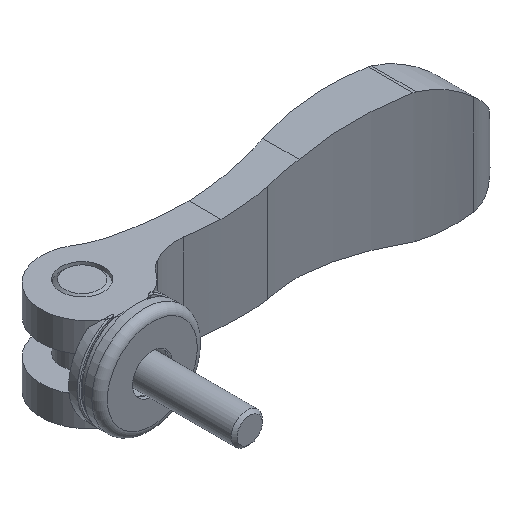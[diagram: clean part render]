
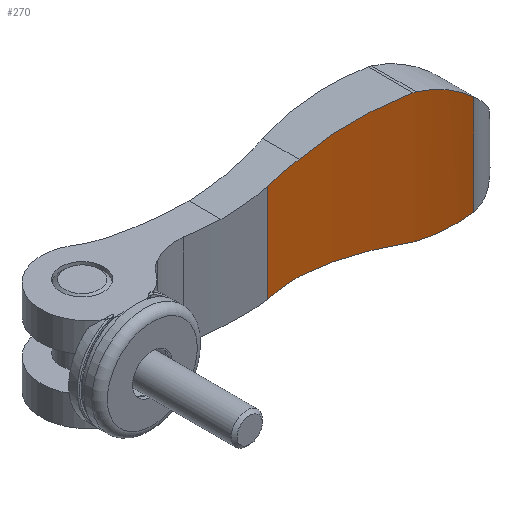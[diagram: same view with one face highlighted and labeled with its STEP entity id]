
A CAD part, isometric view. The second image highlights one B-rep face of the part: STEP entity #270.
In plain terms, the highlighted cylindrical face has radius 62.5 mm (diameter 125 mm), a partial arc.
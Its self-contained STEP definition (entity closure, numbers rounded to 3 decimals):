
#270 = ADVANCED_FACE( '', ( #513 ), #514, .F. );
#513 = FACE_OUTER_BOUND( '', #773, .T. );
#514 = CYLINDRICAL_SURFACE( '', #774, 62.5 );
#773 = EDGE_LOOP( '', ( #1210, #1211, #1212, #1213, #1214, #1215, #1216, #1217, #1218, #1219 ) );
#774 = AXIS2_PLACEMENT_3D( '', #1220, #1221, #1222 );
#1210 = ORIENTED_EDGE( '', *, *, #1662, .F. );
#1211 = ORIENTED_EDGE( '', *, *, #1673, .F. );
#1212 = ORIENTED_EDGE( '', *, *, #1600, .F. );
#1213 = ORIENTED_EDGE( '', *, *, #1674, .F. );
#1214 = ORIENTED_EDGE( '', *, *, #1643, .F. );
#1215 = ORIENTED_EDGE( '', *, *, #1587, .F. );
#1216 = ORIENTED_EDGE( '', *, *, #1545, .T. );
#1217 = ORIENTED_EDGE( '', *, *, #1671, .F. );
#1218 = ORIENTED_EDGE( '', *, *, #1675, .F. );
#1219 = ORIENTED_EDGE( '', *, *, #1654, .T. );
#1220 = CARTESIAN_POINT( '', ( 58.5, -64.5, 16.6 ) );
#1221 = DIRECTION( '', ( 0., 0., 1. ) );
#1222 = DIRECTION( '', ( -1., 0., 0. ) );
#1545 = EDGE_CURVE( '', #1800, #1802, #1804, .T. );
#1587 = EDGE_CURVE( '', #1800, #1876, #1877, .T. );
#1600 = EDGE_CURVE( '', #1896, #1897, #1898, .T. );
#1643 = EDGE_CURVE( '', #1876, #1959, #1960, .T. );
#1654 = EDGE_CURVE( '', #1977, #1975, #1978, .T. );
#1662 = EDGE_CURVE( '', #1987, #1975, #1989, .T. );
#1671 = EDGE_CURVE( '', #2000, #1802, #2002, .T. );
#1673 = EDGE_CURVE( '', #1897, #1987, #2004, .T. );
#1674 = EDGE_CURVE( '', #1959, #1896, #2005, .T. );
#1675 = EDGE_CURVE( '', #1977, #2000, #2006, .T. );
#1800 = VERTEX_POINT( '', #2205 );
#1802 = VERTEX_POINT( '', #2208 );
#1804 = CIRCLE( '', #2211, 62.5 );
#1876 = VERTEX_POINT( '', #2361 );
#1877 = B_SPLINE_CURVE_WITH_KNOTS( '', 3, ( #2362, #2363, #2364, #2365, #2366, #2367, #2368, #2369, #2370, #2371, #2372, #2373 ), .UNSPECIFIED., .F., .F., ( 4, 2, 2, 2, 2, 4 ), ( 0., 0.003, 0.006, 0.007, 0.009, 0.012 ), .UNSPECIFIED. );
#1896 = VERTEX_POINT( '', #2440 );
#1897 = VERTEX_POINT( '', #2441 );
#1898 = CIRCLE( '', #2442, 62.5 );
#1959 = VERTEX_POINT( '', #2655 );
#1960 = LINE( '', #2656, #2657 );
#1975 = VERTEX_POINT( '', #2719 );
#1977 = VERTEX_POINT( '', #2721 );
#1978 = LINE( '', #2722, #2723 );
#1987 = VERTEX_POINT( '', #2742 );
#1989 = ELLIPSE( '', #2745, 62.562, 62.5 );
#2000 = VERTEX_POINT( '', #2757 );
#2002 = ELLIPSE( '', #2760, 63.104, 62.5 );
#2004 = ELLIPSE( '', #2762, 63.104, 62.5 );
#2005 = B_SPLINE_CURVE_WITH_KNOTS( '', 3, ( #2763, #2764, #2765, #2766, #2767, #2768, #2769, #2770, #2771, #2772, #2773, #2774 ), .UNSPECIFIED., .F., .F., ( 4, 2, 2, 2, 2, 4 ), ( 0., 0.003, 0.006, 0.007, 0.009, 0.012 ), .UNSPECIFIED. );
#2006 = ELLIPSE( '', #2775, 62.562, 62.5 );
#2205 = CARTESIAN_POINT( '', ( 79.976, -5.806, 16.6 ) );
#2208 = CARTESIAN_POINT( '', ( 79.328, -5.573, 16.6 ) );
#2211 = AXIS2_PLACEMENT_3D( '', #3084, #3085, #3086 );
#2361 = CARTESIAN_POINT( '', ( 89.985, -10.51, 12.8 ) );
#2362 = CARTESIAN_POINT( '', ( 79.976, -5.806, 16.6 ) );
#2363 = CARTESIAN_POINT( '', ( 80.913, -6.149, 16.567 ) );
#2364 = CARTESIAN_POINT( '', ( 81.826, -6.508, 16.457 ) );
#2365 = CARTESIAN_POINT( '', ( 83.608, -7.257, 16.094 ) );
#2366 = CARTESIAN_POINT( '', ( 84.477, -7.647, 15.841 ) );
#2367 = CARTESIAN_POINT( '', ( 85.749, -8.251, 15.355 ) );
#2368 = CARTESIAN_POINT( '', ( 86.168, -8.456, 15.175 ) );
#2369 = CARTESIAN_POINT( '', ( 86.983, -8.866, 14.785 ) );
#2370 = CARTESIAN_POINT( '', ( 87.381, -9.071, 14.574 ) );
#2371 = CARTESIAN_POINT( '', ( 88.545, -9.688, 13.895 ) );
#2372 = CARTESIAN_POINT( '', ( 89.284, -10.101, 13.38 ) );
#2373 = CARTESIAN_POINT( '', ( 89.985, -10.51, 12.8 ) );
#2440 = CARTESIAN_POINT( '', ( 79.976, -5.806, -16.6 ) );
#2441 = CARTESIAN_POINT( '', ( 79.328, -5.573, -16.6 ) );
#2442 = AXIS2_PLACEMENT_3D( '', #3161, #3162, #3163 );
#2655 = CARTESIAN_POINT( '', ( 89.985, -10.51, -12.8 ) );
#2656 = CARTESIAN_POINT( '', ( 89.985, -10.51, 16.6 ) );
#2657 = VECTOR( '', #3215, 1000. );
#2719 = CARTESIAN_POINT( '', ( 43.92, -3.724, -12.572 ) );
#2721 = CARTESIAN_POINT( '', ( 43.92, -3.724, 12.572 ) );
#2722 = CARTESIAN_POINT( '', ( 43.92, -3.724, 16.6 ) );
#2723 = VECTOR( '', #3227, 1000. );
#2742 = CARTESIAN_POINT( '', ( 53.5, -2.2, -13. ) );
#2745 = AXIS2_PLACEMENT_3D( '', #3235, #3236, #3237 );
#2757 = CARTESIAN_POINT( '', ( 53.5, -2.2, 13. ) );
#2760 = AXIS2_PLACEMENT_3D( '', #3249, #3250, #3251 );
#2762 = AXIS2_PLACEMENT_3D( '', #3252, #3253, #3254 );
#2763 = CARTESIAN_POINT( '', ( 89.985, -10.51, -12.8 ) );
#2764 = CARTESIAN_POINT( '', ( 89.284, -10.101, -13.38 ) );
#2765 = CARTESIAN_POINT( '', ( 88.547, -9.689, -13.893 ) );
#2766 = CARTESIAN_POINT( '', ( 87.002, -8.871, -14.795 ) );
#2767 = CARTESIAN_POINT( '', ( 86.194, -8.463, -15.184 ) );
#2768 = CARTESIAN_POINT( '', ( 84.925, -7.859, -15.671 ) );
#2769 = CARTESIAN_POINT( '', ( 84.49, -7.658, -15.817 ) );
#2770 = CARTESIAN_POINT( '', ( 83.615, -7.266, -16.073 ) );
#2771 = CARTESIAN_POINT( '', ( 83.172, -7.074, -16.183 ) );
#2772 = CARTESIAN_POINT( '', ( 81.828, -6.509, -16.457 ) );
#2773 = CARTESIAN_POINT( '', ( 80.913, -6.148, -16.567 ) );
#2774 = CARTESIAN_POINT( '', ( 79.976, -5.806, -16.6 ) );
#2775 = AXIS2_PLACEMENT_3D( '', #3255, #3256, #3257 );
#3084 = CARTESIAN_POINT( '', ( 58.5, -64.5, 16.6 ) );
#3085 = DIRECTION( '', ( 0., 0., 1. ) );
#3086 = DIRECTION( '', ( 1., 0., 0. ) );
#3161 = CARTESIAN_POINT( '', ( 58.5, -64.5, -16.6 ) );
#3162 = DIRECTION( '', ( 0., 0., 1. ) );
#3163 = DIRECTION( '', ( 1., 0., 0. ) );
#3215 = DIRECTION( '', ( 0., 0., -1. ) );
#3227 = DIRECTION( '', ( 0., 0., -1. ) );
#3235 = CARTESIAN_POINT( '', ( 58.5, -64.5, -13.224 ) );
#3236 = DIRECTION( '', ( 0.045, 0., 0.999 ) );
#3237 = DIRECTION( '', ( 0.999, 0., -0.045 ) );
#3249 = CARTESIAN_POINT( '', ( 58.5, -64.5, 13.697 ) );
#3250 = DIRECTION( '', ( 0.138, 0., -0.99 ) );
#3251 = DIRECTION( '', ( -0.99, 0., -0.138 ) );
#3252 = CARTESIAN_POINT( '', ( 58.5, -64.5, -13.697 ) );
#3253 = DIRECTION( '', ( 0.138, 0., 0.99 ) );
#3254 = DIRECTION( '', ( 0.99, 0., -0.138 ) );
#3255 = CARTESIAN_POINT( '', ( 58.5, -64.5, 13.224 ) );
#3256 = DIRECTION( '', ( 0.045, 0., -0.999 ) );
#3257 = DIRECTION( '', ( -0.999, 0., -0.045 ) );
